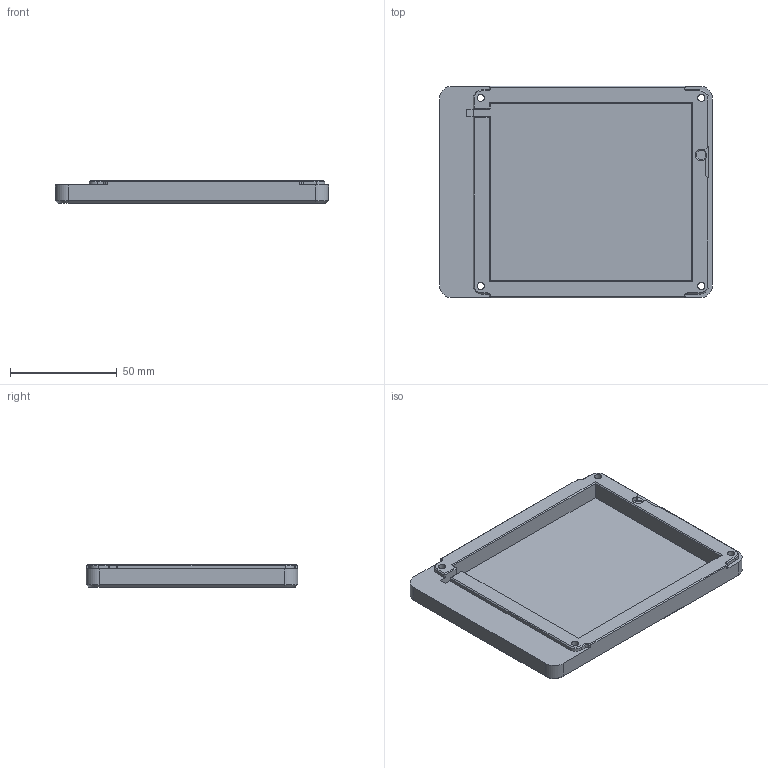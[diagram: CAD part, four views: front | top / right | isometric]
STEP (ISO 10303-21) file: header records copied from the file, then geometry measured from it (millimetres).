
FILE_DESCRIPTION(/* description */ (''),/* implementation_level */ '2;1');
FILE_NAME(/* name */ 'Large Battery Case.step',/* time_stamp */ '2024-09-10T11:22:53+10:00',/* author */ (''),/* organization */ (''),/* preprocessor_version */ 'ST-DEVELOPER v20',/* originating_system */ 'Autodesk Translation Framework v13.14.0.145',/* authorisation */ '');
FILE_SCHEMA (('AUTOMOTIVE_DESIGN { 1 0 10303 214 3 1 1 }'));
Length unit declared in the file: millimetre
Products named in the file (2): Case_Parts_Final; Case_P3_Fixed
Assembly tree (1 placements, depth 2):
  Case_Parts_Final
    Case_P3_Fixed
Bounding box: 127.75 x 99 x 10.6 mm (x, y, z)
Volume: 61091.7 mm3; surface area: 33262.2 mm2
Topology: 1 solids, 1 shells, 334 faces, 889 edges, 577 vertices
Faces by surface type: plane 170, bspline 110, cylinder 31, cone 23
Full cylindrical faces by diameter (mm): 3.3 x4, 5 x4
Entity records: 10773 total; most frequent: CARTESIAN_POINT 3424, ORIENTED_EDGE 1774, DIRECTION 1199, EDGE_CURVE 887, VERTEX_POINT 577, LINE 575, VECTOR 575, EDGE_LOOP 364
